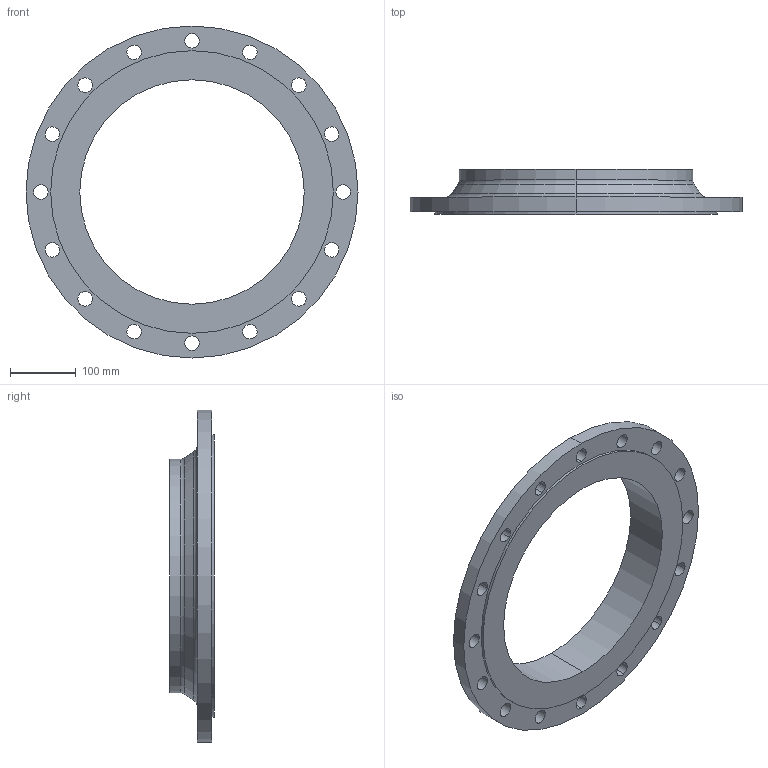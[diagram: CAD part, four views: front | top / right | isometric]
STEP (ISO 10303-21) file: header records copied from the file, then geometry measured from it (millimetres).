
FILE_DESCRIPTION (( 'STEP AP203' ), '1' );
FILE_NAME ('3D_R286-PN10_DN350_176335540.STEP', '2024-07-05T12:32:39', ( '' ), ( '' ), 'SwSTEP 2.0', 'SolidWorks 2024', '' );
FILE_SCHEMA (( 'CONFIG_CONTROL_DESIGN' ));
Length unit declared in the file: millimetre
Products named in the file (1): 3D_R286-PN10_DN350_176335540
Bounding box: 505 x 68 x 505 mm (x, y, z)
Volume: 2998334.6 mm3; surface area: 377368.7 mm2
Topology: 1 solids, 1 shells, 50 faces, 132 edges, 86 vertices
Faces by surface type: cylinder 40, torus 4, plane 4, cone 2
Entity records: 1743 total; most frequent: DIRECTION 324, CARTESIAN_POINT 269, ORIENTED_EDGE 264, AXIS2_PLACEMENT_3D 141, EDGE_CURVE 132, CIRCLE 90, EDGE_LOOP 86, VERTEX_POINT 86
